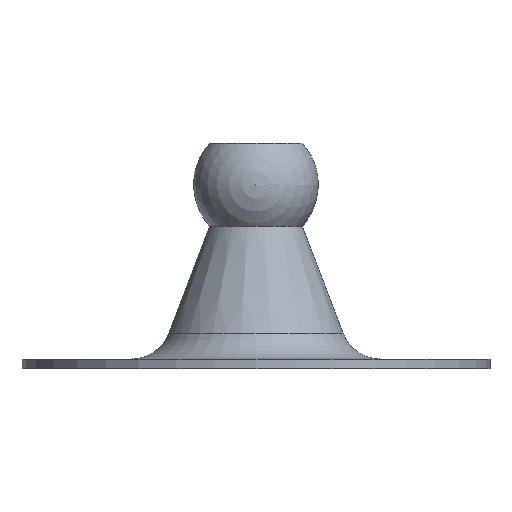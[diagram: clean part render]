
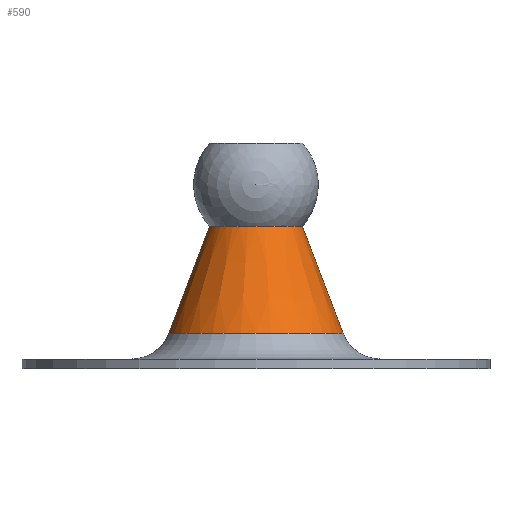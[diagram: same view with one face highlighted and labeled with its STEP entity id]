
A CAD part, front view. The second image highlights one B-rep face of the part: STEP entity #590.
In plain terms, the highlighted conical face has half-angle 20.816 degrees and reference radius 14.881 mm.
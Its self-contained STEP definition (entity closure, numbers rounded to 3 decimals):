
#44 = EDGE_CURVE ( 'NONE', #1050, #125, #67, .T. ) ;
#45 = CARTESIAN_POINT ( 'NONE',  ( 0., 0., 44.45 ) ) ;
#67 = LINE ( 'NONE', #633, #724 ) ;
#83 = CARTESIAN_POINT ( 'NONE',  ( -14.881, 0., 44.45 ) ) ;
#98 = DIRECTION ( 'NONE',  ( -1., 0., 0. ) ) ;
#125 = VERTEX_POINT ( 'NONE', #265 ) ;
#182 = CARTESIAN_POINT ( 'NONE',  ( 14.881, 0., 44.45 ) ) ;
#188 = CIRCLE ( 'NONE', #858, 27.952 ) ;
#209 = AXIS2_PLACEMENT_3D ( 'NONE', #563, #835, #98 ) ;
#264 = ORIENTED_EDGE ( 'NONE', *, *, #783, .F. ) ;
#265 = CARTESIAN_POINT ( 'NONE',  ( -27.952, 0., 10.068 ) ) ;
#272 = CARTESIAN_POINT ( 'NONE',  ( 27.952, 0., 10.068 ) ) ;
#313 = EDGE_LOOP ( 'NONE', ( #1045, #264, #502, #989 ) ) ;
#330 = VECTOR ( 'NONE', #924, 1000. ) ;
#341 = DIRECTION ( 'NONE',  ( -0.355, 0., -0.935 ) ) ;
#345 = CARTESIAN_POINT ( 'NONE',  ( 0., 0., 10.068 ) ) ;
#353 = DIRECTION ( 'NONE',  ( 0., 0., 1. ) ) ;
#369 = CARTESIAN_POINT ( 'NONE',  ( 14.881, 0., 44.45 ) ) ;
#373 = LINE ( 'NONE', #369, #330 ) ;
#442 = VERTEX_POINT ( 'NONE', #272 ) ;
#502 = ORIENTED_EDGE ( 'NONE', *, *, #44, .T. ) ;
#551 = VERTEX_POINT ( 'NONE', #182 ) ;
#552 = AXIS2_PLACEMENT_3D ( 'NONE', #45, #1056, #793 ) ;
#554 = EDGE_CURVE ( 'NONE', #551, #442, #373, .T. ) ;
#563 = CARTESIAN_POINT ( 'NONE',  ( 0., 0., 44.45 ) ) ;
#572 = CONICAL_SURFACE ( 'NONE', #209, 14.881, 0.363 ) ;
#590 = ADVANCED_FACE ( 'NONE', ( #940 ), #572, .T. ) ;
#633 = CARTESIAN_POINT ( 'NONE',  ( -14.881, 0., 44.45 ) ) ;
#724 = VECTOR ( 'NONE', #341, 1000. ) ;
#783 = EDGE_CURVE ( 'NONE', #1050, #551, #980, .T. ) ;
#793 = DIRECTION ( 'NONE',  ( 1., 0., 0. ) ) ;
#835 = DIRECTION ( 'NONE',  ( 0., 0., -1. ) ) ;
#858 = AXIS2_PLACEMENT_3D ( 'NONE', #345, #353, #1000 ) ;
#924 = DIRECTION ( 'NONE',  ( 0.355, 0., -0.935 ) ) ;
#940 = FACE_OUTER_BOUND ( 'NONE', #313, .T. ) ;
#980 = CIRCLE ( 'NONE', #552, 14.881 ) ;
#989 = ORIENTED_EDGE ( 'NONE', *, *, #1124, .T. ) ;
#1000 = DIRECTION ( 'NONE',  ( -1., 0., 0. ) ) ;
#1045 = ORIENTED_EDGE ( 'NONE', *, *, #554, .F. ) ;
#1050 = VERTEX_POINT ( 'NONE', #83 ) ;
#1056 = DIRECTION ( 'NONE',  ( 0., 0., 1. ) ) ;
#1124 = EDGE_CURVE ( 'NONE', #125, #442, #188, .T. ) ;
